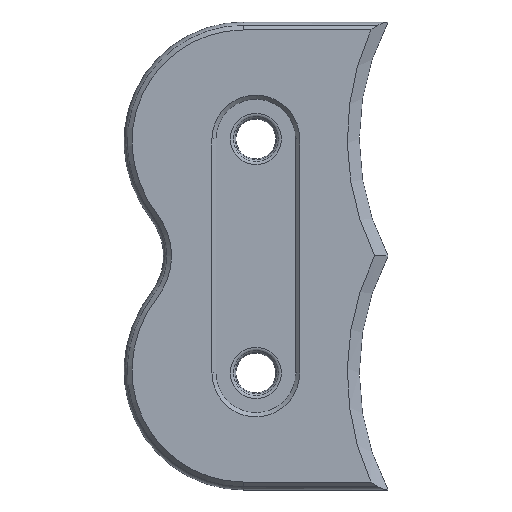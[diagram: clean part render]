
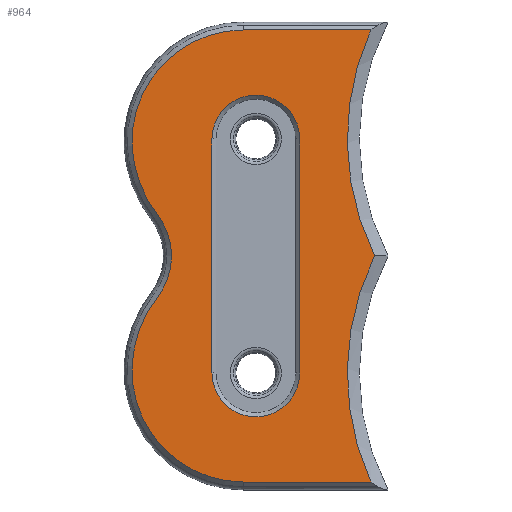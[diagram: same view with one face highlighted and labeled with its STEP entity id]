
A CAD part, top view. The second image highlights one B-rep face of the part: STEP entity #964.
In plain terms, the highlighted planar face has unit normal (0, 0, 1).
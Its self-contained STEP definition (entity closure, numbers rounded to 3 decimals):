
#30=FACE_BOUND('',#275,.T.);
#37=PLANE('',#1072);
#78=LINE('',#1591,#131);
#82=LINE('',#1599,#135);
#87=LINE('',#1612,#140);
#88=LINE('',#1624,#141);
#131=VECTOR('',#1265,10.);
#135=VECTOR('',#1271,10.);
#140=VECTOR('',#1288,10.);
#141=VECTOR('',#1299,10.);
#208=FACE_OUTER_BOUND('',#274,.T.);
#274=EDGE_LOOP('',(#721,#722,#723,#724,#725,#726,#727,#728,#729));
#275=EDGE_LOOP('',(#730,#731,#732,#733));
#348=CIRCLE('',#1063,11.);
#350=CIRCLE('',#1068,11.);
#352=CIRCLE('',#1073,28.);
#353=CIRCLE('',#1074,31.148);
#354=CIRCLE('',#1075,17.);
#355=CIRCLE('',#1076,31.148);
#356=CIRCLE('',#1077,28.);
#357=CIRCLE('',#1078,66.582);
#358=CIRCLE('',#1079,66.582);
#425=VERTEX_POINT('',#1582);
#426=VERTEX_POINT('',#1584);
#428=VERTEX_POINT('',#1590);
#431=VERTEX_POINT('',#1597);
#432=VERTEX_POINT('',#1610);
#433=VERTEX_POINT('',#1611);
#434=VERTEX_POINT('',#1613);
#435=VERTEX_POINT('',#1615);
#436=VERTEX_POINT('',#1617);
#437=VERTEX_POINT('',#1619);
#438=VERTEX_POINT('',#1621);
#439=VERTEX_POINT('',#1623);
#440=VERTEX_POINT('',#1625);
#523=EDGE_CURVE('',#425,#426,#348,.T.);
#526=EDGE_CURVE('',#426,#428,#78,.T.);
#530=EDGE_CURVE('',#431,#425,#82,.T.);
#532=EDGE_CURVE('',#428,#431,#350,.T.);
#537=EDGE_CURVE('',#432,#433,#87,.T.);
#538=EDGE_CURVE('',#434,#432,#352,.T.);
#539=EDGE_CURVE('',#435,#434,#353,.T.);
#540=EDGE_CURVE('',#436,#435,#354,.T.);
#541=EDGE_CURVE('',#437,#436,#355,.T.);
#542=EDGE_CURVE('',#438,#437,#356,.T.);
#543=EDGE_CURVE('',#439,#438,#88,.T.);
#544=EDGE_CURVE('',#440,#439,#357,.T.);
#545=EDGE_CURVE('',#433,#440,#358,.T.);
#721=ORIENTED_EDGE('',*,*,#537,.F.);
#722=ORIENTED_EDGE('',*,*,#538,.F.);
#723=ORIENTED_EDGE('',*,*,#539,.F.);
#724=ORIENTED_EDGE('',*,*,#540,.F.);
#725=ORIENTED_EDGE('',*,*,#541,.F.);
#726=ORIENTED_EDGE('',*,*,#542,.F.);
#727=ORIENTED_EDGE('',*,*,#543,.F.);
#728=ORIENTED_EDGE('',*,*,#544,.F.);
#729=ORIENTED_EDGE('',*,*,#545,.F.);
#730=ORIENTED_EDGE('',*,*,#523,.F.);
#731=ORIENTED_EDGE('',*,*,#530,.F.);
#732=ORIENTED_EDGE('',*,*,#532,.F.);
#733=ORIENTED_EDGE('',*,*,#526,.F.);
#964=ADVANCED_FACE('',(#208,#30),#37,.T.);
#1063=AXIS2_PLACEMENT_3D('',#1585,#1258,#1259);
#1068=AXIS2_PLACEMENT_3D('',#1602,#1275,#1276);
#1072=AXIS2_PLACEMENT_3D('',#1609,#1286,#1287);
#1073=AXIS2_PLACEMENT_3D('',#1614,#1289,#1290);
#1074=AXIS2_PLACEMENT_3D('',#1616,#1291,#1292);
#1075=AXIS2_PLACEMENT_3D('',#1618,#1293,#1294);
#1076=AXIS2_PLACEMENT_3D('',#1620,#1295,#1296);
#1077=AXIS2_PLACEMENT_3D('',#1622,#1297,#1298);
#1078=AXIS2_PLACEMENT_3D('',#1626,#1300,#1301);
#1079=AXIS2_PLACEMENT_3D('',#1627,#1302,#1303);
#1258=DIRECTION('center_axis',(0.,0.,1.));
#1259=DIRECTION('ref_axis',(1.,0.,0.));
#1265=DIRECTION('',(0.,-1.,0.));
#1271=DIRECTION('',(0.,1.,0.));
#1275=DIRECTION('center_axis',(0.,0.,1.));
#1276=DIRECTION('ref_axis',(-1.,0.,0.));
#1286=DIRECTION('center_axis',(0.,0.,1.));
#1287=DIRECTION('ref_axis',(1.,0.,0.));
#1288=DIRECTION('',(1.,0.,0.));
#1289=DIRECTION('center_axis',(0.,0.,-1.));
#1290=DIRECTION('ref_axis',(-0.775,0.632,0.));
#1291=DIRECTION('center_axis',(0.,0.,-1.));
#1292=DIRECTION('ref_axis',(-0.464,0.886,0.));
#1293=DIRECTION('center_axis',(0.,0.,1.));
#1294=DIRECTION('ref_axis',(1.,0.,0.));
#1295=DIRECTION('center_axis',(0.,0.,-1.));
#1296=DIRECTION('ref_axis',(-0.464,0.886,0.));
#1297=DIRECTION('center_axis',(0.,0.,-1.));
#1298=DIRECTION('ref_axis',(-0.775,-0.632,0.));
#1299=DIRECTION('',(-1.,0.,0.));
#1300=DIRECTION('center_axis',(0.,0.,1.));
#1301=DIRECTION('ref_axis',(-1.,0.,0.));
#1302=DIRECTION('center_axis',(0.,0.,1.));
#1303=DIRECTION('ref_axis',(-1.,0.,0.));
#1582=CARTESIAN_POINT('',(44.148,88.097,7.));
#1584=CARTESIAN_POINT('',(22.148,88.097,7.));
#1585=CARTESIAN_POINT('Origin',(33.148,88.097,7.));
#1590=CARTESIAN_POINT('',(22.148,29.366,7.));
#1591=CARTESIAN_POINT('',(22.148,44.049,7.));
#1597=CARTESIAN_POINT('',(44.148,29.366,7.));
#1599=CARTESIAN_POINT('',(44.148,73.414,7.));
#1602=CARTESIAN_POINT('Origin',(33.148,29.366,7.));
#1609=CARTESIAN_POINT('Origin',(33.148,58.731,7.));
#1610=CARTESIAN_POINT('',(30.065,115.463,7.));
#1611=CARTESIAN_POINT('',(61.993,115.463,7.));
#1612=CARTESIAN_POINT('',(49.722,115.463,7.));
#1613=CARTESIAN_POINT('',(2.639,81.822,7.));
#1614=CARTESIAN_POINT('Origin',(30.065,87.463,7.));
#1615=CARTESIAN_POINT('',(8.464,69.1,7.));
#1616=CARTESIAN_POINT('Origin',(33.148,88.097,7.));
#1617=CARTESIAN_POINT('',(8.464,48.363,7.));
#1618=CARTESIAN_POINT('Origin',(-5.008,58.731,7.));
#1619=CARTESIAN_POINT('',(2.639,35.641,7.));
#1620=CARTESIAN_POINT('Origin',(33.148,29.366,7.));
#1621=CARTESIAN_POINT('',(30.065,2.,7.));
#1622=CARTESIAN_POINT('Origin',(30.065,30.,7.));
#1623=CARTESIAN_POINT('',(61.993,2.,7.));
#1624=CARTESIAN_POINT('',(25.46,2.,7.));
#1625=CARTESIAN_POINT('',(62.935,58.731,7.));
#1626=CARTESIAN_POINT('Origin',(122.691,29.366,7.));
#1627=CARTESIAN_POINT('Origin',(122.691,88.097,7.));
